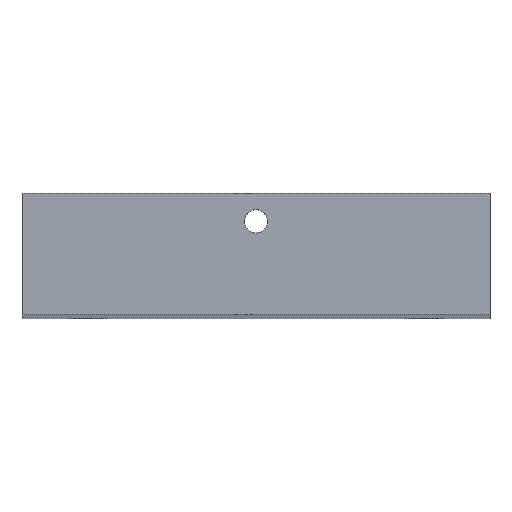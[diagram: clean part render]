
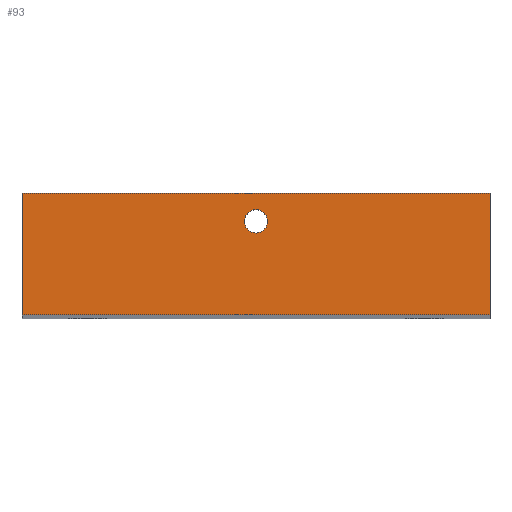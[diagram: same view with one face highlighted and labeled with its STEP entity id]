
A CAD part, top view. The second image highlights one B-rep face of the part: STEP entity #93.
In plain terms, the highlighted planar face has unit normal (0, 0, 1).
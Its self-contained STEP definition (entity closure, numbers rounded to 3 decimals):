
#4 = DIRECTION ( 'NONE',  ( 1., 0., 0. ) ) ;
#9 = CIRCLE ( 'NONE', #138, 1.25 ) ;
#11 = AXIS2_PLACEMENT_3D ( 'NONE', #109, #503, #168 ) ;
#13 = EDGE_CURVE ( 'NONE', #522, #231, #513, .T. ) ;
#47 = VERTEX_POINT ( 'NONE', #444 ) ;
#67 = CARTESIAN_POINT ( 'NONE',  ( -25., 0., 115. ) ) ;
#71 = CARTESIAN_POINT ( 'NONE',  ( -25., 5., 115. ) ) ;
#79 = ORIENTED_EDGE ( 'NONE', *, *, #537, .T. ) ;
#93 = ADVANCED_FACE ( 'NONE', ( #152, #383 ), #703, .F. ) ;
#98 = LINE ( 'NONE', #488, #686 ) ;
#99 = EDGE_CURVE ( 'NONE', #231, #47, #98, .T. ) ;
#109 = CARTESIAN_POINT ( 'NONE',  ( 0., 10., 115. ) ) ;
#120 = CARTESIAN_POINT ( 'NONE',  ( -25., 5., 115. ) ) ;
#138 = AXIS2_PLACEMENT_3D ( 'NONE', #596, #256, #662 ) ;
#146 = VERTEX_POINT ( 'NONE', #214 ) ;
#150 = CARTESIAN_POINT ( 'NONE',  ( 25., 13., 115. ) ) ;
#152 = FACE_BOUND ( 'NONE', #357, .T. ) ;
#159 = DIRECTION ( 'NONE',  ( 0., -1., 0. ) ) ;
#164 = LINE ( 'NONE', #67, #771 ) ;
#168 = DIRECTION ( 'NONE',  ( -1., 0., 0. ) ) ;
#200 = DIRECTION ( 'NONE',  ( 1., 0., 0. ) ) ;
#214 = CARTESIAN_POINT ( 'NONE',  ( -25., 0., 115. ) ) ;
#227 = CARTESIAN_POINT ( 'NONE',  ( 1.25, 10., 115. ) ) ;
#231 = VERTEX_POINT ( 'NONE', #150 ) ;
#232 = CIRCLE ( 'NONE', #11, 1.25 ) ;
#256 = DIRECTION ( 'NONE',  ( 0., 0., -1. ) ) ;
#265 = ORIENTED_EDGE ( 'NONE', *, *, #663, .T. ) ;
#293 = EDGE_CURVE ( 'NONE', #385, #448, #232, .T. ) ;
#357 = EDGE_LOOP ( 'NONE', ( #79, #759 ) ) ;
#358 = VECTOR ( 'NONE', #200, 1000. ) ;
#376 = AXIS2_PLACEMENT_3D ( 'NONE', #120, #769, #378 ) ;
#378 = DIRECTION ( 'NONE',  ( -1., 0., 0. ) ) ;
#383 = FACE_OUTER_BOUND ( 'NONE', #509, .T. ) ;
#385 = VERTEX_POINT ( 'NONE', #227 ) ;
#444 = CARTESIAN_POINT ( 'NONE',  ( 25., 0., 115. ) ) ;
#448 = VERTEX_POINT ( 'NONE', #687 ) ;
#449 = ORIENTED_EDGE ( 'NONE', *, *, #99, .F. ) ;
#488 = CARTESIAN_POINT ( 'NONE',  ( 25., 5., 115. ) ) ;
#503 = DIRECTION ( 'NONE',  ( 0., 0., -1. ) ) ;
#509 = EDGE_LOOP ( 'NONE', ( #265, #449, #570, #713 ) ) ;
#513 = LINE ( 'NONE', #670, #358 ) ;
#522 = VERTEX_POINT ( 'NONE', #584 ) ;
#534 = DIRECTION ( 'NONE',  ( 0., -1., 0. ) ) ;
#537 = EDGE_CURVE ( 'NONE', #448, #385, #9, .T. ) ;
#570 = ORIENTED_EDGE ( 'NONE', *, *, #13, .F. ) ;
#584 = CARTESIAN_POINT ( 'NONE',  ( -25., 13., 115. ) ) ;
#596 = CARTESIAN_POINT ( 'NONE',  ( 0., 10., 115. ) ) ;
#602 = VECTOR ( 'NONE', #534, 1000. ) ;
#662 = DIRECTION ( 'NONE',  ( -1., 0., 0. ) ) ;
#663 = EDGE_CURVE ( 'NONE', #146, #47, #164, .T. ) ;
#670 = CARTESIAN_POINT ( 'NONE',  ( -25., 13., 115. ) ) ;
#686 = VECTOR ( 'NONE', #159, 1000. ) ;
#687 = CARTESIAN_POINT ( 'NONE',  ( -1.25, 10., 115. ) ) ;
#699 = EDGE_CURVE ( 'NONE', #522, #146, #756, .T. ) ;
#703 = PLANE ( 'NONE',  #376 ) ;
#713 = ORIENTED_EDGE ( 'NONE', *, *, #699, .T. ) ;
#756 = LINE ( 'NONE', #71, #602 ) ;
#759 = ORIENTED_EDGE ( 'NONE', *, *, #293, .T. ) ;
#769 = DIRECTION ( 'NONE',  ( 0., 0., -1. ) ) ;
#771 = VECTOR ( 'NONE', #4, 1000. ) ;
